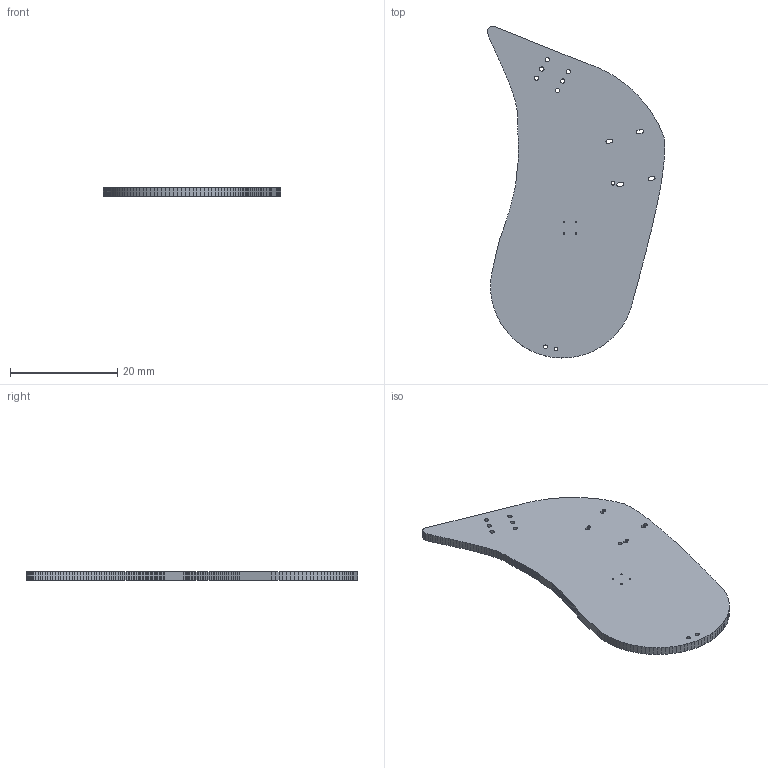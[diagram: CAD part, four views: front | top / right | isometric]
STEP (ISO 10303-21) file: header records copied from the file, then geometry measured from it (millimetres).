
FILE_DESCRIPTION(('KiCad electronic assembly'),'2;1');
FILE_NAME('BLEEarrings.step','2023-11-03T10:29:41',('Pcbnew'),('Kicad'), 'Open CASCADE STEP processor 7.7','KiCad to STEP converter','Unknown' );
FILE_SCHEMA(('AUTOMOTIVE_DESIGN { 1 0 10303 214 1 1 1 1 }'));
Length unit declared in the file: millimetre
Products named in the file (2): BLEEarrings 1; _autosave-BLEEarrings PCB
Assembly tree (1 placements, depth 2):
  BLEEarrings 1
    _autosave-BLEEarrings PCB
Bounding box: 33.04 x 61.8 x 1.58 mm (x, y, z)
Volume: 2232.5 mm3; surface area: 3141.2 mm2
Topology: 1 solids, 1 shells, 323 faces, 963 edges, 642 vertices
Faces by surface type: plane 310, cylinder 13
Full cylindrical faces by diameter (mm): 0.3 x4, 0.7 x3, 0.8 x6
Entity records: 23357 total; most frequent: CARTESIAN_POINT 4012, DIRECTION 3539, LINE 2837, VECTOR 2837, ORIENTED_EDGE 1926, PCURVE 1926, DEFINITIONAL_REPRESENTATION 1926, EDGE_CURVE 963
